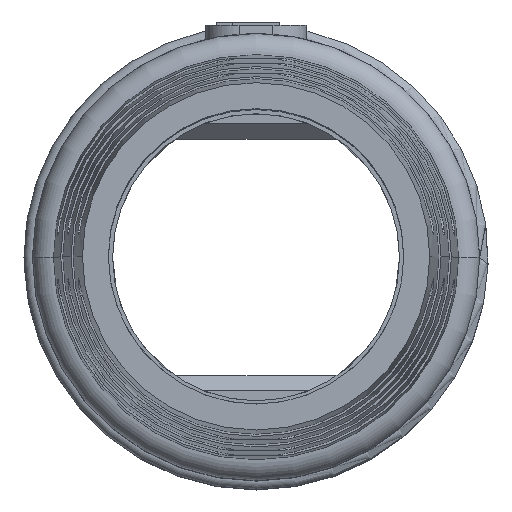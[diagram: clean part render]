
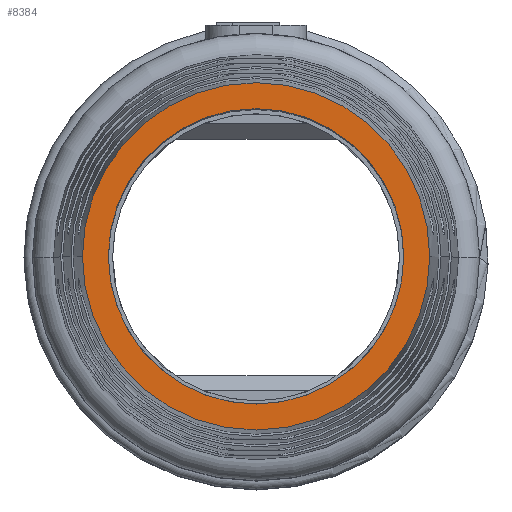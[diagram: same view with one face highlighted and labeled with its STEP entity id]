
A CAD part, top view. The second image highlights one B-rep face of the part: STEP entity #8384.
In plain terms, the highlighted planar face has unit normal (0, 0, 1).
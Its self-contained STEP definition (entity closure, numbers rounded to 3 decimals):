
#682=CARTESIAN_POINT('',(-2.773,1.043,51.255));
#683=DIRECTION('',(0.,0.,-1.));
#684=DIRECTION('',(-1.,0.,0.));
#685=AXIS2_PLACEMENT_3D('',#682,#683,#684);
#687=CARTESIAN_POINT('',(-2.773,1.043,51.255));
#688=DIRECTION('',(0.,0.,-1.));
#689=DIRECTION('',(1.,0.,0.));
#690=AXIS2_PLACEMENT_3D('',#687,#688,#689);
#692=CARTESIAN_POINT('',(-2.773,1.043,51.255));
#693=DIRECTION('',(0.,0.,1.));
#694=DIRECTION('',(1.,0.,0.));
#695=AXIS2_PLACEMENT_3D('',#692,#693,#694);
#697=CARTESIAN_POINT('',(-2.773,1.043,51.255));
#698=DIRECTION('',(0.,0.,1.));
#699=DIRECTION('',(-1.,0.,0.));
#700=AXIS2_PLACEMENT_3D('',#697,#698,#699);
#6633=CARTESIAN_POINT('',(-13.061,1.043,51.255));
#6635=VERTEX_POINT('',#6633);
#6657=CARTESIAN_POINT('',(7.514,1.043,51.255));
#6658=VERTEX_POINT('',#6657);
#6659=CARTESIAN_POINT('',(5.977,1.043,51.255));
#6660=CARTESIAN_POINT('',(-11.523,1.043,51.255));
#6661=VERTEX_POINT('',#6659);
#6662=VERTEX_POINT('',#6660);
#8368=CARTESIAN_POINT('',(-2.773,1.043,51.255));
#8369=DIRECTION('',(0.,0.,1.));
#8370=DIRECTION('',(1.,0.,0.));
#8371=AXIS2_PLACEMENT_3D('',#8368,#8369,#8370);
#8372=PLANE('',#8371);
#8374=ORIENTED_EDGE('',*,*,#8373,.T.);
#8375=ORIENTED_EDGE('',*,*,#8286,.T.);
#8376=EDGE_LOOP('',(#8374,#8375));
#8377=FACE_OUTER_BOUND('',#8376,.F.);
#8379=ORIENTED_EDGE('',*,*,#8378,.T.);
#8381=ORIENTED_EDGE('',*,*,#8380,.T.);
#8382=EDGE_LOOP('',(#8379,#8381));
#8383=FACE_BOUND('',#8382,.F.);
#8384=ADVANCED_FACE('',(#8377,#8383),#8372,.T.);
#686=CIRCLE('',#685,10.287);
#691=CIRCLE('',#690,10.287);
#696=CIRCLE('',#695,8.75);
#701=CIRCLE('',#700,8.75);
#8286=EDGE_CURVE('',#6658,#6635,#691,.T.);
#8373=EDGE_CURVE('',#6635,#6658,#686,.T.);
#8378=EDGE_CURVE('',#6661,#6662,#696,.T.);
#8380=EDGE_CURVE('',#6662,#6661,#701,.T.);
